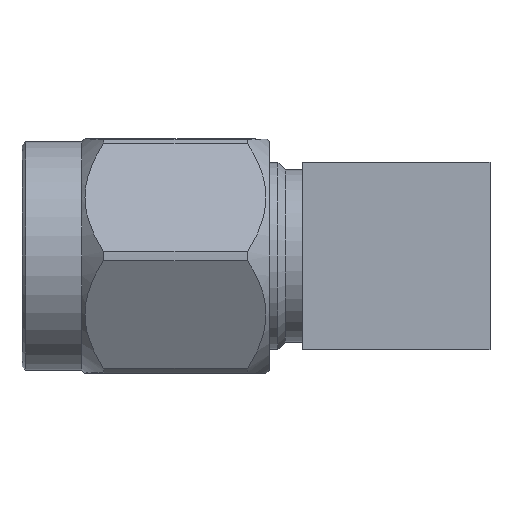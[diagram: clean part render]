
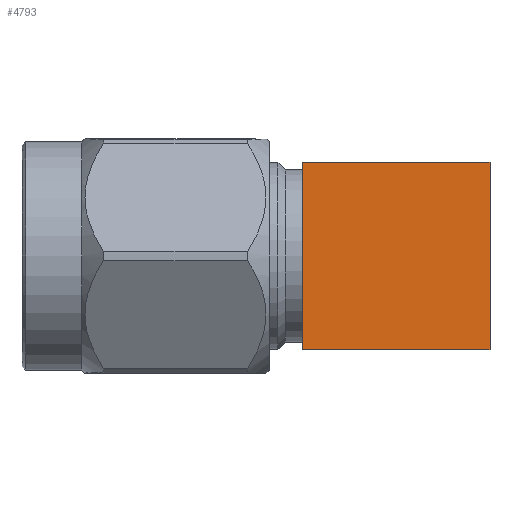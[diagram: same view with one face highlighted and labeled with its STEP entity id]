
A CAD part, left-side view. The second image highlights one B-rep face of the part: STEP entity #4793.
In plain terms, the highlighted planar face has unit normal (-1, 0, 0).
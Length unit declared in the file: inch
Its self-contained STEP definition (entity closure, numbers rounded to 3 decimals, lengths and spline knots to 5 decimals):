
#308 = DIRECTION ( 'NONE',  ( 1., 0., 0. ) ) ;
#382 = EDGE_CURVE ( 'NONE', #4532, #2149, #1854, .T. ) ;
#487 = DIRECTION ( 'NONE',  ( 0., -1., 0. ) ) ;
#539 = LINE ( 'NONE', #2217, #2256 ) ;
#709 = EDGE_LOOP ( 'NONE', ( #4968, #4561, #2041, #3732 ) ) ;
#818 = VERTEX_POINT ( 'NONE', #2522 ) ;
#1024 = VECTOR ( 'NONE', #487, 39.37008 ) ;
#1278 = CARTESIAN_POINT ( 'NONE',  ( -0.125, -0.125, 0.125 ) ) ;
#1672 = VECTOR ( 'NONE', #3792, 39.37008 ) ;
#1729 = DIRECTION ( 'NONE',  ( 0., 0., -1. ) ) ;
#1815 = VECTOR ( 'NONE', #2268, 39.37008 ) ;
#1854 = LINE ( 'NONE', #3517, #1815 ) ;
#1908 = FACE_OUTER_BOUND ( 'NONE', #709, .T. ) ;
#1929 = EDGE_CURVE ( 'NONE', #3101, #818, #539, .T. ) ;
#2041 = ORIENTED_EDGE ( 'NONE', *, *, #4464, .F. ) ;
#2149 = VERTEX_POINT ( 'NONE', #2489 ) ;
#2217 = CARTESIAN_POINT ( 'NONE',  ( -0.125, 0.125, 0.125 ) ) ;
#2256 = VECTOR ( 'NONE', #1729, 39.37008 ) ;
#2268 = DIRECTION ( 'NONE',  ( 0., 0., -1. ) ) ;
#2489 = CARTESIAN_POINT ( 'NONE',  ( -0.125, -0.125, -0.125 ) ) ;
#2522 = CARTESIAN_POINT ( 'NONE',  ( -0.125, 0.125, -0.125 ) ) ;
#2701 = AXIS2_PLACEMENT_3D ( 'NONE', #3187, #308, #3567 ) ;
#2967 = EDGE_CURVE ( 'NONE', #818, #2149, #4749, .T. ) ;
#3066 = CARTESIAN_POINT ( 'NONE',  ( -0.125, -0.125, -0.125 ) ) ;
#3101 = VERTEX_POINT ( 'NONE', #4777 ) ;
#3187 = CARTESIAN_POINT ( 'NONE',  ( -0.125, -0.125, 0.125 ) ) ;
#3517 = CARTESIAN_POINT ( 'NONE',  ( -0.125, -0.125, 0.125 ) ) ;
#3567 = DIRECTION ( 'NONE',  ( 0., 1., 0. ) ) ;
#3649 = PLANE ( 'NONE',  #2701 ) ;
#3732 = ORIENTED_EDGE ( 'NONE', *, *, #1929, .T. ) ;
#3792 = DIRECTION ( 'NONE',  ( 0., -1., 0. ) ) ;
#4464 = EDGE_CURVE ( 'NONE', #3101, #4532, #4528, .T. ) ;
#4528 = LINE ( 'NONE', #4991, #1672 ) ;
#4532 = VERTEX_POINT ( 'NONE', #1278 ) ;
#4561 = ORIENTED_EDGE ( 'NONE', *, *, #382, .F. ) ;
#4749 = LINE ( 'NONE', #3066, #1024 ) ;
#4777 = CARTESIAN_POINT ( 'NONE',  ( -0.125, 0.125, 0.125 ) ) ;
#4793 = ADVANCED_FACE ( 'NONE', ( #1908 ), #3649, .F. ) ;
#4968 = ORIENTED_EDGE ( 'NONE', *, *, #2967, .T. ) ;
#4991 = CARTESIAN_POINT ( 'NONE',  ( -0.125, -0.125, 0.125 ) ) ;
